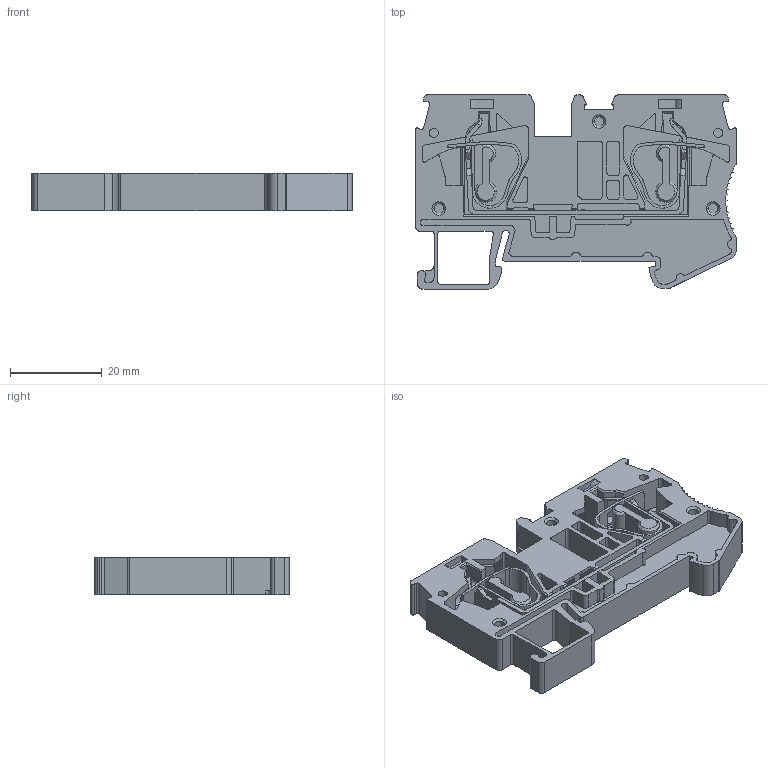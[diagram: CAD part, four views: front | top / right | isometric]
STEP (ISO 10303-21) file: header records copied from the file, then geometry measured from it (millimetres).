
FILE_DESCRIPTION (( 'STEP AP214' ), '1' );
FILE_NAME ('FJ6-6.STEP', '2024-08-23T11:22:07', ( 'Windows User' ), ( 'P R C' ), 'SwSTEP 2.0', 'SolidWorks 2018', '' );
FILE_SCHEMA (( 'AUTOMOTIVE_DESIGN' ));
Length unit declared in the file: millimetre
Products named in the file (1): FJ6-6
Bounding box: 70.06 x 42.42 x 8.15 mm (x, y, z)
Volume: 8685.2 mm3; surface area: 16433 mm2
Topology: 4 solids, 4 shells, 889 faces, 2487 edges, 1616 vertices
Faces by surface type: plane 498, cylinder 332, bspline 32, cone 27
Entity records: 28996 total; most frequent: CARTESIAN_POINT 5950, ORIENTED_EDGE 4966, DIRECTION 4709, EDGE_CURVE 2483, LINE 1679, VECTOR 1679, VERTEX_POINT 1616, AXIS2_PLACEMENT_3D 1515
